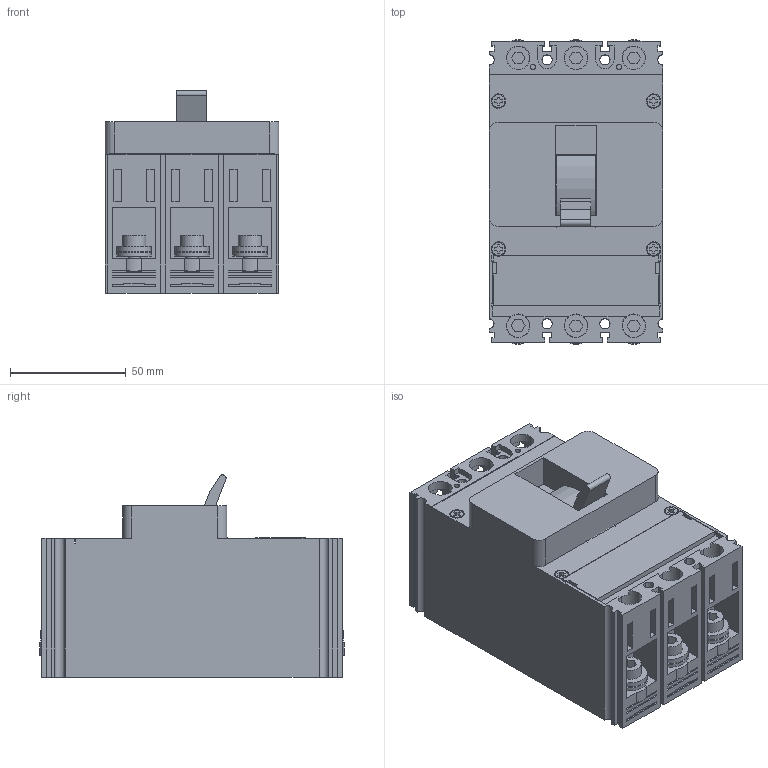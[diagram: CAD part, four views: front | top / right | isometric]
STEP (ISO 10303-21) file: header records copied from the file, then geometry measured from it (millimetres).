
FILE_DESCRIPTION((''),'2;1');
FILE_NAME('1651225990020_ASM','2022-04-29T15:23:28',('SESA654545'),('Schneider-Electric'),'CREO PARAMETRIC BY PTC INC, 2019471','CREO PARAMETRIC BY PTC INC, 2019471','');
FILE_SCHEMA(('AUTOMOTIVE_DESIGN { 1 0 10303 214 1 1 1 1 }'));
Length unit declared in the file: millimetre
Products named in the file (8): EMPTYNODE_1651225990464_ASM; FRAME1-3P_3D-SIMPLIFIED; FRAME1-3P-3D_ASM; TOGGLE_3D-SIMPLIFIED; TOGGLE-3D_ASM; SCREW_COVER_3D-SIMPLIFIED; SCREW-COVER-3D_ASM; 1651225990020_ASM
Assembly tree (7 placements, depth 3):
  1651225990020_ASM
    EMPTYNODE_1651225990464_ASM
    FRAME1-3P-3D_ASM
      FRAME1-3P_3D-SIMPLIFIED
    TOGGLE-3D_ASM
      TOGGLE_3D-SIMPLIFIED
    SCREW-COVER-3D_ASM
      SCREW_COVER_3D-SIMPLIFIED
Bounding box: 75 x 131.5 x 87.42 mm (x, y, z)
Volume: 560663.8 mm3; surface area: 83393.8 mm2
Topology: 3 solids, 3 shells, 825 faces, 2177 edges, 1441 vertices
Faces by surface type: plane 689, cylinder 136
Entity records: 36285 total; most frequent: CARTESIAN_POINT 4499, ORIENTED_EDGE 4324, DIRECTION 4285, PRESENTATION_STYLE_ASSIGNMENT 2447, STYLED_ITEM 2187, CURVE_STYLE 2184, EDGE_CURVE 2162, VECTOR 1837
